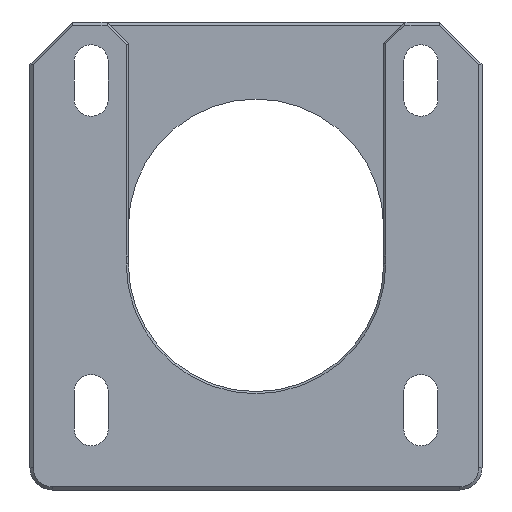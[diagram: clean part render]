
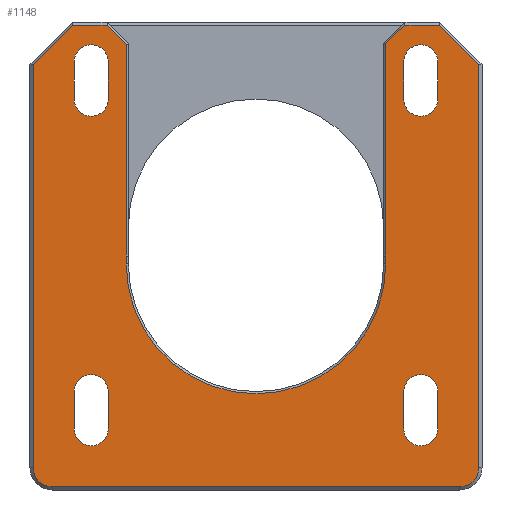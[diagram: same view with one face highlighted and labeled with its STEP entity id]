
A CAD part, left-side view. The second image highlights one B-rep face of the part: STEP entity #1148.
In plain terms, the highlighted planar face has unit normal (-1, 0, 0).
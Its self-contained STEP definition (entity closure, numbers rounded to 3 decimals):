
#20=FACE_BOUND('',#190,.T.);
#21=FACE_BOUND('',#191,.T.);
#22=FACE_BOUND('',#192,.T.);
#23=FACE_BOUND('',#193,.T.);
#67=PLANE('',#1249);
#120=FACE_OUTER_BOUND('',#189,.T.);
#189=EDGE_LOOP('',(#967,#968,#969,#970,#971,#972,#973,#974,#975,#976,#977,
#978,#979,#980,#981,#982));
#190=EDGE_LOOP('',(#983,#984,#985,#986));
#191=EDGE_LOOP('',(#987,#988,#989,#990));
#192=EDGE_LOOP('',(#991,#992,#993,#994));
#193=EDGE_LOOP('',(#995,#996,#997,#998));
#236=CIRCLE('',#1230,1.8);
#238=CIRCLE('',#1234,1.8);
#239=CIRCLE('',#1243,12.2);
#241=CIRCLE('',#1250,1.6);
#242=CIRCLE('',#1251,1.6);
#243=CIRCLE('',#1252,1.6);
#244=CIRCLE('',#1253,1.6);
#245=CIRCLE('',#1254,1.6);
#246=CIRCLE('',#1255,1.6);
#247=CIRCLE('',#1256,1.6);
#248=CIRCLE('',#1257,1.6);
#284=LINE('',#1712,#416);
#290=LINE('',#1723,#422);
#297=LINE('',#1738,#429);
#302=LINE('',#1749,#434);
#304=LINE('',#1752,#436);
#319=LINE('',#1787,#451);
#322=LINE('',#1793,#454);
#326=LINE('',#1805,#458);
#330=LINE('',#1815,#462);
#331=LINE('',#1817,#463);
#339=LINE('',#1829,#471);
#345=LINE('',#1840,#477);
#347=LINE('',#1847,#479);
#352=LINE('',#1861,#484);
#353=LINE('',#1864,#485);
#354=LINE('',#1867,#486);
#355=LINE('',#1871,#487);
#356=LINE('',#1875,#488);
#357=LINE('',#1879,#489);
#358=LINE('',#1883,#490);
#359=LINE('',#1887,#491);
#416=VECTOR('',#1367,10.);
#422=VECTOR('',#1377,10.);
#429=VECTOR('',#1388,10.);
#434=VECTOR('',#1395,10.);
#436=VECTOR('',#1399,10.);
#451=VECTOR('',#1434,10.);
#454=VECTOR('',#1439,10.);
#458=VECTOR('',#1451,10.);
#462=VECTOR('',#1463,10.);
#463=VECTOR('',#1466,10.);
#471=VECTOR('',#1480,10.);
#477=VECTOR('',#1490,10.);
#479=VECTOR('',#1500,10.);
#484=VECTOR('',#1515,10.);
#485=VECTOR('',#1518,10.);
#486=VECTOR('',#1519,10.);
#487=VECTOR('',#1522,10.);
#488=VECTOR('',#1525,10.);
#489=VECTOR('',#1528,10.);
#490=VECTOR('',#1531,10.);
#491=VECTOR('',#1534,10.);
#557=VERTEX_POINT('',#1709);
#558=VERTEX_POINT('',#1711);
#561=VERTEX_POINT('',#1721);
#566=VERTEX_POINT('',#1735);
#567=VERTEX_POINT('',#1737);
#571=VERTEX_POINT('',#1746);
#572=VERTEX_POINT('',#1748);
#581=VERTEX_POINT('',#1784);
#582=VERTEX_POINT('',#1786);
#584=VERTEX_POINT('',#1791);
#586=VERTEX_POINT('',#1798);
#588=VERTEX_POINT('',#1803);
#590=VERTEX_POINT('',#1810);
#591=VERTEX_POINT('',#1826);
#594=VERTEX_POINT('',#1838);
#595=VERTEX_POINT('',#1842);
#597=VERTEX_POINT('',#1857);
#598=VERTEX_POINT('',#1858);
#599=VERTEX_POINT('',#1860);
#600=VERTEX_POINT('',#1862);
#601=VERTEX_POINT('',#1865);
#602=VERTEX_POINT('',#1866);
#603=VERTEX_POINT('',#1868);
#604=VERTEX_POINT('',#1870);
#605=VERTEX_POINT('',#1873);
#606=VERTEX_POINT('',#1874);
#607=VERTEX_POINT('',#1876);
#608=VERTEX_POINT('',#1878);
#609=VERTEX_POINT('',#1881);
#610=VERTEX_POINT('',#1882);
#611=VERTEX_POINT('',#1884);
#612=VERTEX_POINT('',#1886);
#663=EDGE_CURVE('',#557,#558,#284,.T.);
#669=EDGE_CURVE('',#561,#557,#290,.T.);
#676=EDGE_CURVE('',#566,#567,#297,.T.);
#681=EDGE_CURVE('',#571,#572,#302,.T.);
#683=EDGE_CURVE('',#558,#571,#304,.T.);
#700=EDGE_CURVE('',#581,#582,#319,.T.);
#703=EDGE_CURVE('',#584,#581,#322,.T.);
#707=EDGE_CURVE('',#586,#584,#236,.T.);
#709=EDGE_CURVE('',#588,#586,#326,.T.);
#713=EDGE_CURVE('',#590,#588,#238,.T.);
#715=EDGE_CURVE('',#572,#590,#330,.T.);
#716=EDGE_CURVE('',#582,#566,#331,.T.);
#724=EDGE_CURVE('',#567,#591,#339,.T.);
#730=EDGE_CURVE('',#594,#561,#345,.T.);
#732=EDGE_CURVE('',#595,#594,#239,.T.);
#734=EDGE_CURVE('',#591,#595,#347,.T.);
#739=EDGE_CURVE('',#597,#598,#241,.T.);
#740=EDGE_CURVE('',#598,#599,#352,.T.);
#741=EDGE_CURVE('',#599,#600,#242,.T.);
#742=EDGE_CURVE('',#600,#597,#353,.T.);
#743=EDGE_CURVE('',#601,#602,#354,.T.);
#744=EDGE_CURVE('',#602,#603,#243,.T.);
#745=EDGE_CURVE('',#603,#604,#355,.T.);
#746=EDGE_CURVE('',#604,#601,#244,.T.);
#747=EDGE_CURVE('',#605,#606,#356,.T.);
#748=EDGE_CURVE('',#606,#607,#245,.T.);
#749=EDGE_CURVE('',#607,#608,#357,.T.);
#750=EDGE_CURVE('',#608,#605,#246,.T.);
#751=EDGE_CURVE('',#609,#610,#358,.T.);
#752=EDGE_CURVE('',#610,#611,#247,.T.);
#753=EDGE_CURVE('',#611,#612,#359,.T.);
#754=EDGE_CURVE('',#612,#609,#248,.T.);
#967=ORIENTED_EDGE('',*,*,#700,.F.);
#968=ORIENTED_EDGE('',*,*,#703,.F.);
#969=ORIENTED_EDGE('',*,*,#707,.F.);
#970=ORIENTED_EDGE('',*,*,#709,.F.);
#971=ORIENTED_EDGE('',*,*,#713,.F.);
#972=ORIENTED_EDGE('',*,*,#715,.F.);
#973=ORIENTED_EDGE('',*,*,#681,.F.);
#974=ORIENTED_EDGE('',*,*,#683,.F.);
#975=ORIENTED_EDGE('',*,*,#663,.F.);
#976=ORIENTED_EDGE('',*,*,#669,.F.);
#977=ORIENTED_EDGE('',*,*,#730,.F.);
#978=ORIENTED_EDGE('',*,*,#732,.F.);
#979=ORIENTED_EDGE('',*,*,#734,.F.);
#980=ORIENTED_EDGE('',*,*,#724,.F.);
#981=ORIENTED_EDGE('',*,*,#676,.F.);
#982=ORIENTED_EDGE('',*,*,#716,.F.);
#983=ORIENTED_EDGE('',*,*,#739,.T.);
#984=ORIENTED_EDGE('',*,*,#740,.T.);
#985=ORIENTED_EDGE('',*,*,#741,.T.);
#986=ORIENTED_EDGE('',*,*,#742,.T.);
#987=ORIENTED_EDGE('',*,*,#743,.T.);
#988=ORIENTED_EDGE('',*,*,#744,.T.);
#989=ORIENTED_EDGE('',*,*,#745,.T.);
#990=ORIENTED_EDGE('',*,*,#746,.T.);
#991=ORIENTED_EDGE('',*,*,#747,.T.);
#992=ORIENTED_EDGE('',*,*,#748,.T.);
#993=ORIENTED_EDGE('',*,*,#749,.T.);
#994=ORIENTED_EDGE('',*,*,#750,.T.);
#995=ORIENTED_EDGE('',*,*,#751,.T.);
#996=ORIENTED_EDGE('',*,*,#752,.T.);
#997=ORIENTED_EDGE('',*,*,#753,.T.);
#998=ORIENTED_EDGE('',*,*,#754,.T.);
#1148=ADVANCED_FACE('',(#120,#20,#21,#22,#23),#67,.F.);
#1230=AXIS2_PLACEMENT_3D('',#1800,#1446,#1447);
#1234=AXIS2_PLACEMENT_3D('',#1812,#1458,#1459);
#1243=AXIS2_PLACEMENT_3D('',#1844,#1494,#1495);
#1249=AXIS2_PLACEMENT_3D('',#1856,#1511,#1512);
#1250=AXIS2_PLACEMENT_3D('',#1859,#1513,#1514);
#1251=AXIS2_PLACEMENT_3D('',#1863,#1516,#1517);
#1252=AXIS2_PLACEMENT_3D('',#1869,#1520,#1521);
#1253=AXIS2_PLACEMENT_3D('',#1872,#1523,#1524);
#1254=AXIS2_PLACEMENT_3D('',#1877,#1526,#1527);
#1255=AXIS2_PLACEMENT_3D('',#1880,#1529,#1530);
#1256=AXIS2_PLACEMENT_3D('',#1885,#1532,#1533);
#1257=AXIS2_PLACEMENT_3D('',#1888,#1535,#1536);
#1367=DIRECTION('',(0.,-0.726,0.688));
#1377=DIRECTION('',(0.,0.,1.));
#1388=DIRECTION('',(0.,-0.707,-0.707));
#1395=DIRECTION('',(0.,-0.707,-0.707));
#1399=DIRECTION('',(0.,-1.,0.));
#1434=DIRECTION('',(0.,-0.707,0.707));
#1439=DIRECTION('',(0.,0.,1.));
#1446=DIRECTION('center_axis',(1.,0.,0.));
#1447=DIRECTION('ref_axis',(0.,0.707,-0.707));
#1451=DIRECTION('',(0.,1.,0.));
#1458=DIRECTION('center_axis',(1.,0.,0.));
#1459=DIRECTION('ref_axis',(0.,-0.707,-0.707));
#1463=DIRECTION('',(0.,0.,-1.));
#1466=DIRECTION('',(0.,-1.,0.));
#1480=DIRECTION('',(0.,0.,-1.));
#1490=DIRECTION('',(0.,0.,1.));
#1494=DIRECTION('center_axis',(-1.,0.,0.));
#1495=DIRECTION('ref_axis',(0.,-1.,0.));
#1500=DIRECTION('',(0.,0.,-1.));
#1511=DIRECTION('center_axis',(1.,0.,0.));
#1512=DIRECTION('ref_axis',(0.,1.,0.));
#1513=DIRECTION('center_axis',(1.,0.,0.));
#1514=DIRECTION('ref_axis',(0.,1.,0.));
#1515=DIRECTION('',(0.,0.,-1.));
#1516=DIRECTION('center_axis',(1.,0.,0.));
#1517=DIRECTION('ref_axis',(0.,-1.,0.));
#1518=DIRECTION('',(0.,0.,1.));
#1519=DIRECTION('',(0.,0.,1.));
#1520=DIRECTION('center_axis',(1.,0.,0.));
#1521=DIRECTION('ref_axis',(0.,1.,0.));
#1522=DIRECTION('',(0.,0.,-1.));
#1523=DIRECTION('center_axis',(1.,0.,0.));
#1524=DIRECTION('ref_axis',(0.,-1.,0.));
#1525=DIRECTION('',(0.,0.,1.));
#1526=DIRECTION('center_axis',(1.,0.,0.));
#1527=DIRECTION('ref_axis',(0.,1.,0.));
#1528=DIRECTION('',(0.,0.,-1.));
#1529=DIRECTION('center_axis',(1.,0.,0.));
#1530=DIRECTION('ref_axis',(0.,-1.,0.));
#1531=DIRECTION('',(0.,0.,1.));
#1532=DIRECTION('center_axis',(1.,0.,0.));
#1533=DIRECTION('ref_axis',(0.,1.,0.));
#1534=DIRECTION('',(0.,0.,-1.));
#1535=DIRECTION('center_axis',(1.,0.,0.));
#1536=DIRECTION('ref_axis',(0.,-1.,0.));
#1709=CARTESIAN_POINT('',(-16.,-12.2,18.994));
#1711=CARTESIAN_POINT('',(-16.,-14.,20.7));
#1712=CARTESIAN_POINT('',(-16.,-5.22,12.378));
#1721=CARTESIAN_POINT('',(-16.,-12.2,-1.));
#1723=CARTESIAN_POINT('',(-16.,-12.2,5.));
#1735=CARTESIAN_POINT('',(-16.,14.,20.7));
#1737=CARTESIAN_POINT('',(-16.,12.2,18.9));
#1738=CARTESIAN_POINT('',(-16.,5.4,12.1));
#1746=CARTESIAN_POINT('',(-16.,-17.25,20.7));
#1748=CARTESIAN_POINT('',(-16.,-20.95,17.));
#1749=CARTESIAN_POINT('',(-16.,-18.038,19.913));
#1752=CARTESIAN_POINT('',(-16.,-10.625,20.7));
#1784=CARTESIAN_POINT('',(-16.,20.95,17.));
#1786=CARTESIAN_POINT('',(-16.,17.25,20.7));
#1787=CARTESIAN_POINT('',(-16.,20.038,17.913));
#1791=CARTESIAN_POINT('',(-16.,20.95,-20.9));
#1793=CARTESIAN_POINT('',(-16.,20.95,11.25));
#1798=CARTESIAN_POINT('',(-16.,19.15,-22.7));
#1800=CARTESIAN_POINT('Origin',(-16.,19.15,-20.9));
#1803=CARTESIAN_POINT('',(-16.,-19.15,-22.7));
#1805=CARTESIAN_POINT('',(-16.,10.625,-22.7));
#1810=CARTESIAN_POINT('',(-16.,-20.95,-20.9));
#1812=CARTESIAN_POINT('Origin',(-16.,-19.15,-20.9));
#1815=CARTESIAN_POINT('',(-16.,-20.95,-11.25));
#1817=CARTESIAN_POINT('',(-16.,-10.625,20.7));
#1826=CARTESIAN_POINT('',(-16.,12.2,-1.));
#1829=CARTESIAN_POINT('',(-16.,12.2,5.));
#1838=CARTESIAN_POINT('',(-16.,-12.2,-1.75));
#1840=CARTESIAN_POINT('',(-16.,-12.2,11.25));
#1842=CARTESIAN_POINT('',(-16.,12.2,-1.75));
#1844=CARTESIAN_POINT('Origin',(-16.,0.,-1.75));
#1847=CARTESIAN_POINT('',(-16.,12.2,-0.875));
#1856=CARTESIAN_POINT('Origin',(-16.,0.,0.));
#1857=CARTESIAN_POINT('',(-16.,-13.9,17.25));
#1858=CARTESIAN_POINT('',(-16.,-17.1,17.25));
#1859=CARTESIAN_POINT('Origin',(-16.,-15.5,17.25));
#1860=CARTESIAN_POINT('',(-16.,-17.1,13.75));
#1861=CARTESIAN_POINT('',(-16.,-17.1,17.25));
#1862=CARTESIAN_POINT('',(-16.,-13.9,13.75));
#1863=CARTESIAN_POINT('Origin',(-16.,-15.5,13.75));
#1864=CARTESIAN_POINT('',(-16.,-13.9,13.75));
#1865=CARTESIAN_POINT('',(-16.,17.1,13.75));
#1866=CARTESIAN_POINT('',(-16.,17.1,17.25));
#1867=CARTESIAN_POINT('',(-16.,17.1,13.75));
#1868=CARTESIAN_POINT('',(-16.,13.9,17.25));
#1869=CARTESIAN_POINT('Origin',(-16.,15.5,17.25));
#1870=CARTESIAN_POINT('',(-16.,13.9,13.75));
#1871=CARTESIAN_POINT('',(-16.,13.9,17.25));
#1872=CARTESIAN_POINT('Origin',(-16.,15.5,13.75));
#1873=CARTESIAN_POINT('',(-16.,17.1,-17.25));
#1874=CARTESIAN_POINT('',(-16.,17.1,-13.75));
#1875=CARTESIAN_POINT('',(-16.,17.1,-17.25));
#1876=CARTESIAN_POINT('',(-16.,13.9,-13.75));
#1877=CARTESIAN_POINT('Origin',(-16.,15.5,-13.75));
#1878=CARTESIAN_POINT('',(-16.,13.9,-17.25));
#1879=CARTESIAN_POINT('',(-16.,13.9,-13.75));
#1880=CARTESIAN_POINT('Origin',(-16.,15.5,-17.25));
#1881=CARTESIAN_POINT('',(-16.,-13.9,-17.25));
#1882=CARTESIAN_POINT('',(-16.,-13.9,-13.75));
#1883=CARTESIAN_POINT('',(-16.,-13.9,-17.25));
#1884=CARTESIAN_POINT('',(-16.,-17.1,-13.75));
#1885=CARTESIAN_POINT('Origin',(-16.,-15.5,-13.75));
#1886=CARTESIAN_POINT('',(-16.,-17.1,-17.25));
#1887=CARTESIAN_POINT('',(-16.,-17.1,-13.75));
#1888=CARTESIAN_POINT('Origin',(-16.,-15.5,-17.25));
